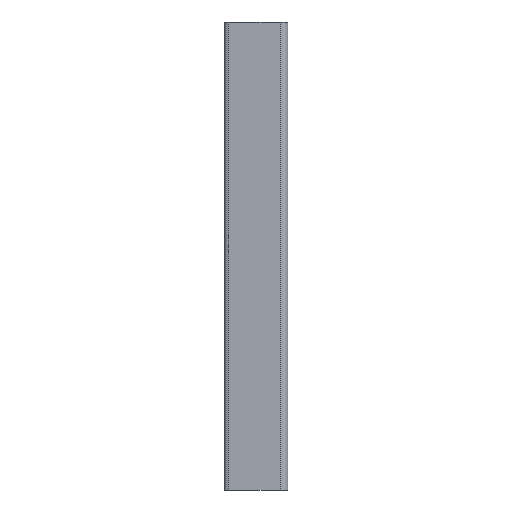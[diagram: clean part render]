
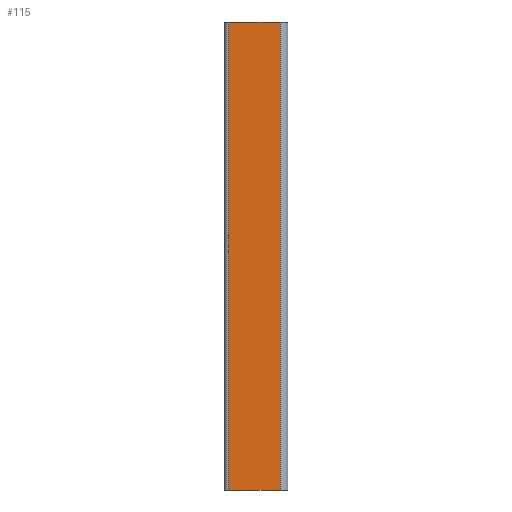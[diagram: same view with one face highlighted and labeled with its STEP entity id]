
A CAD part, left-side view. The second image highlights one B-rep face of the part: STEP entity #115.
In plain terms, the highlighted planar face has unit normal (-1, 0, 0).
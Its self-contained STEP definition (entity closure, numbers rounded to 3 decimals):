
#90 = VECTOR ( 'NONE', #201, 1000. ) ;
#115 = ADVANCED_FACE ( 'NONE', ( #525 ), #2367, .F. ) ;
#146 = EDGE_CURVE ( 'NONE', #2308, #2199, #1663, .T. ) ;
#192 = CARTESIAN_POINT ( 'NONE',  ( -20.5, 5., 0. ) ) ;
#201 = DIRECTION ( 'NONE',  ( 0., 0., -1. ) ) ;
#250 = CARTESIAN_POINT ( 'NONE',  ( -20.5, 38., 0. ) ) ;
#519 = LINE ( 'NONE', #780, #90 ) ;
#525 = FACE_OUTER_BOUND ( 'NONE', #2291, .T. ) ;
#713 = AXIS2_PLACEMENT_3D ( 'NONE', #2184, #2362, #2061 ) ;
#780 = CARTESIAN_POINT ( 'NONE',  ( -20.5, 5., 300. ) ) ;
#786 = VERTEX_POINT ( 'NONE', #1676 ) ;
#824 = VERTEX_POINT ( 'NONE', #906 ) ;
#852 = LINE ( 'NONE', #1910, #2365 ) ;
#906 = CARTESIAN_POINT ( 'NONE',  ( -20.5, 5., 300. ) ) ;
#1049 = CARTESIAN_POINT ( 'NONE',  ( -20.5, 38., 300. ) ) ;
#1392 = VECTOR ( 'NONE', #1604, 1000. ) ;
#1412 = EDGE_CURVE ( 'NONE', #786, #824, #852, .T. ) ;
#1604 = DIRECTION ( 'NONE',  ( 0., -1., 0. ) ) ;
#1663 = LINE ( 'NONE', #1673, #1392 ) ;
#1673 = CARTESIAN_POINT ( 'NONE',  ( -20.5, 5., 0. ) ) ;
#1676 = CARTESIAN_POINT ( 'NONE',  ( -20.5, 38., 300. ) ) ;
#1769 = VECTOR ( 'NONE', #1893, 1000. ) ;
#1784 = ORIENTED_EDGE ( 'NONE', *, *, #1901, .F. ) ;
#1834 = ORIENTED_EDGE ( 'NONE', *, *, #1412, .F. ) ;
#1864 = ORIENTED_EDGE ( 'NONE', *, *, #146, .T. ) ;
#1893 = DIRECTION ( 'NONE',  ( 0., 0., -1. ) ) ;
#1901 = EDGE_CURVE ( 'NONE', #824, #2199, #519, .T. ) ;
#1908 = LINE ( 'NONE', #1049, #1769 ) ;
#1910 = CARTESIAN_POINT ( 'NONE',  ( -20.5, 5., 300. ) ) ;
#1923 = ORIENTED_EDGE ( 'NONE', *, *, #2389, .T. ) ;
#2056 = DIRECTION ( 'NONE',  ( 0., -1., 0. ) ) ;
#2061 = DIRECTION ( 'NONE',  ( 0., 0., -1. ) ) ;
#2184 = CARTESIAN_POINT ( 'NONE',  ( -20.5, 5., 300. ) ) ;
#2199 = VERTEX_POINT ( 'NONE', #192 ) ;
#2291 = EDGE_LOOP ( 'NONE', ( #1864, #1784, #1834, #1923 ) ) ;
#2308 = VERTEX_POINT ( 'NONE', #250 ) ;
#2362 = DIRECTION ( 'NONE',  ( 1., 0., 0. ) ) ;
#2365 = VECTOR ( 'NONE', #2056, 1000. ) ;
#2367 = PLANE ( 'NONE',  #713 ) ;
#2389 = EDGE_CURVE ( 'NONE', #786, #2308, #1908, .T. ) ;
